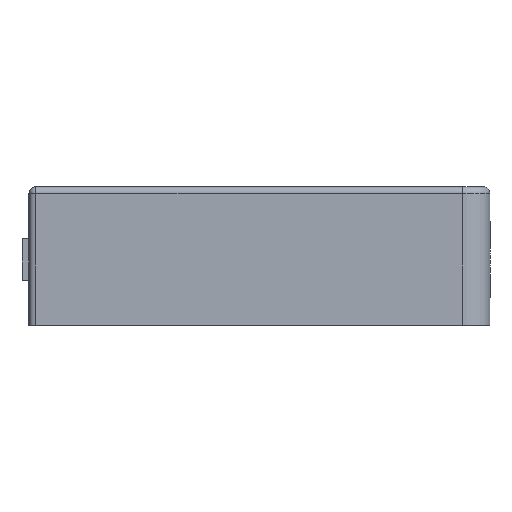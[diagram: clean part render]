
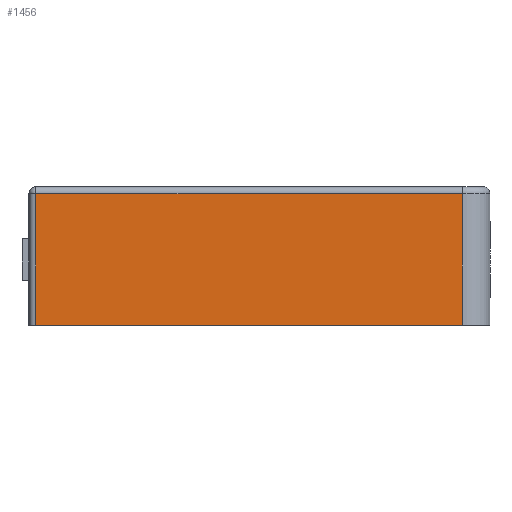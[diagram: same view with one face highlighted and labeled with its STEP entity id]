
A CAD part, front view. The second image highlights one B-rep face of the part: STEP entity #1456.
In plain terms, the highlighted planar face has unit normal (0, -1, 0).
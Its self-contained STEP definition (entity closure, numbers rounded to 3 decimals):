
#81=PLANE('',#1632);
#153=FACE_OUTER_BOUND('',#249,.T.);
#249=EDGE_LOOP('',(#1211,#1212,#1213,#1214));
#343=LINE('',#2482,#461);
#363=LINE('',#2583,#481);
#365=LINE('',#2591,#483);
#366=LINE('',#2592,#484);
#461=VECTOR('',#1930,10.);
#481=VECTOR('',#2022,10.);
#483=VECTOR('',#2030,10.);
#484=VECTOR('',#2031,10.);
#669=VERTEX_POINT('',#2479);
#670=VERTEX_POINT('',#2481);
#690=VERTEX_POINT('',#2582);
#693=VERTEX_POINT('',#2590);
#832=EDGE_CURVE('',#670,#669,#343,.T.);
#871=EDGE_CURVE('',#670,#690,#363,.T.);
#875=EDGE_CURVE('',#669,#693,#365,.T.);
#876=EDGE_CURVE('',#693,#690,#366,.T.);
#1211=ORIENTED_EDGE('',*,*,#875,.T.);
#1212=ORIENTED_EDGE('',*,*,#876,.T.);
#1213=ORIENTED_EDGE('',*,*,#871,.F.);
#1214=ORIENTED_EDGE('',*,*,#832,.T.);
#1456=ADVANCED_FACE('',(#153),#81,.F.);
#1632=AXIS2_PLACEMENT_3D('',#2589,#2028,#2029);
#1930=DIRECTION('',(0.,0.,1.));
#2022=DIRECTION('',(-1.,0.,0.));
#2028=DIRECTION('center_axis',(0.,1.,0.));
#2029=DIRECTION('ref_axis',(0.,0.,
-1.));
#2030=DIRECTION('',(-1.,0.,0.));
#2031=DIRECTION('',(0.,0.,-1.));
#2479=CARTESIAN_POINT('',(-119.,234.8,254.));
#2481=CARTESIAN_POINT('',(-119.,234.8,235.));
#2482=CARTESIAN_POINT('',(-119.,234.8,249.829));
#2582=CARTESIAN_POINT('',(-180.5,234.8,235.));
#2583=CARTESIAN_POINT('',(-132.5,234.8,235.));
#2589=CARTESIAN_POINT('Origin',(-132.5,234.8,255.));
#2590=CARTESIAN_POINT('',(-180.5,234.8,254.));
#2591=CARTESIAN_POINT('',(-132.5,234.8,254.));
#2592=CARTESIAN_POINT('',(-180.5,234.8,250.));
